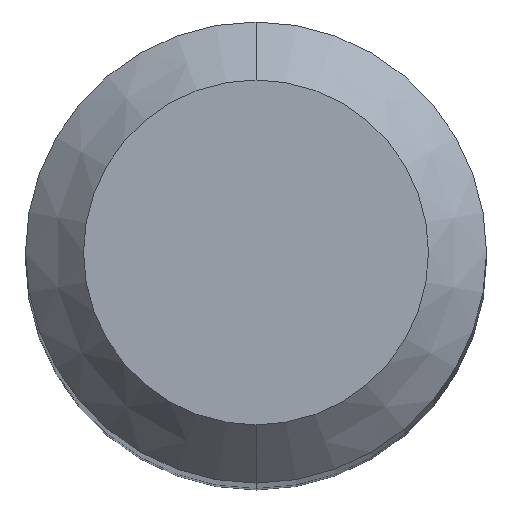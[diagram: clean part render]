
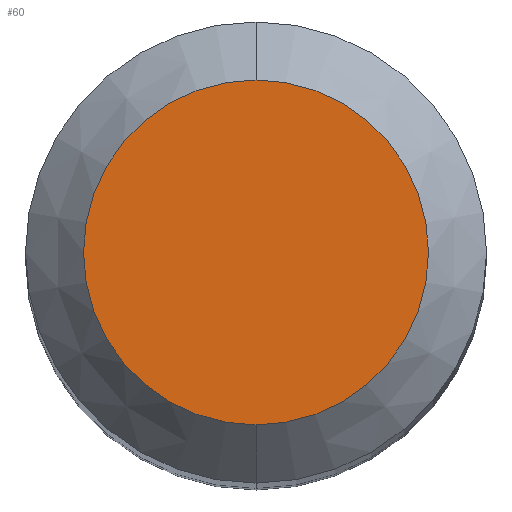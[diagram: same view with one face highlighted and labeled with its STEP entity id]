
A CAD part, top view. The second image highlights one B-rep face of the part: STEP entity #60.
In plain terms, the highlighted planar face has unit normal (0, 0, 1).
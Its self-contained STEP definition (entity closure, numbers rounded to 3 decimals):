
#41=PLANE('',#298);
#60=ADVANCED_FACE('',(#77),#41,.F.);
#77=FACE_OUTER_BOUND('',#90,.T.);
#90=EDGE_LOOP('',(#149,#150));
#149=ORIENTED_EDGE('',*,*,#185,.F.);
#150=ORIENTED_EDGE('',*,*,#183,.F.);
#162=VERTEX_POINT('',#440);
#163=VERTEX_POINT('',#442);
#183=EDGE_CURVE('',#162,#163,#198,.T.);
#185=EDGE_CURVE('',#163,#162,#199,.T.);
#198=CIRCLE('',#294,2.969);
#199=CIRCLE('',#296,2.969);
#294=AXIS2_PLACEMENT_3D('',#441,#376,#377);
#296=AXIS2_PLACEMENT_3D('',#445,#381,#382);
#298=AXIS2_PLACEMENT_3D('',#447,#385,#386);
#376=DIRECTION('',(0.,0.,-1.));
#377=DIRECTION('',(0.,-1.,0.));
#381=DIRECTION('',(0.,0.,-1.));
#382=DIRECTION('',(0.,1.,0.));
#385=DIRECTION('',(0.,0.,-1.));
#386=DIRECTION('',(0.,1.,0.));
#440=CARTESIAN_POINT('',(0.,-2.969,69.85));
#441=CARTESIAN_POINT('',(0.,0.,69.85));
#442=CARTESIAN_POINT('',(0.,2.969,69.85));
#445=CARTESIAN_POINT('',(0.,0.,69.85));
#447=CARTESIAN_POINT('',(0.,0.,69.85));
